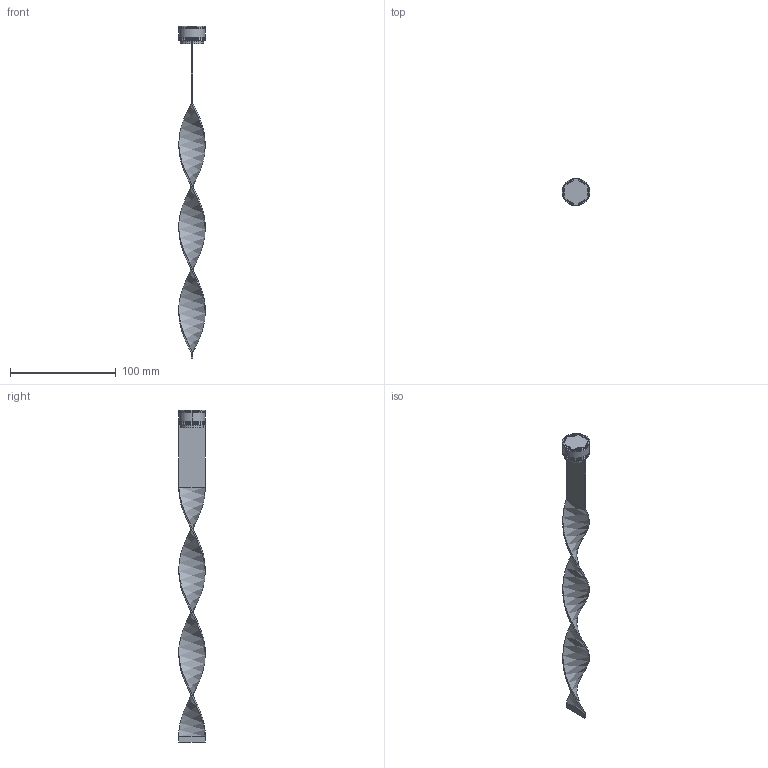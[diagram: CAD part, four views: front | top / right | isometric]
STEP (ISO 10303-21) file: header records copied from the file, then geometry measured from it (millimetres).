
FILE_DESCRIPTION (( 'STEP AP203' ), '1' );
FILE_NAME ('1bc3.STEP', '2023-09-26T19:24:06', ( '' ), ( '' ), 'SwSTEP 2.0', 'SolidWorks 2019', '' );
FILE_SCHEMA (( 'CONFIG_CONTROL_DESIGN' ));
Length unit declared in the file: millimetre
Products named in the file (1): 1bc3
Bounding box: 26 x 25.98 x 314 mm (x, y, z)
Volume: 19377.4 mm3; surface area: 20819.8 mm2
Topology: 3 solids, 3 shells, 108 faces, 240 edges, 148 vertices
Faces by surface type: plane 48, cylinder 33, torus 12, cone 11, bspline 4
Entity records: 4493 total; most frequent: CARTESIAN_POINT 2001, DIRECTION 534, ORIENTED_EDGE 480, EDGE_CURVE 240, AXIS2_PLACEMENT_3D 213, VERTEX_POINT 148, EDGE_LOOP 118, ADVANCED_FACE 108
